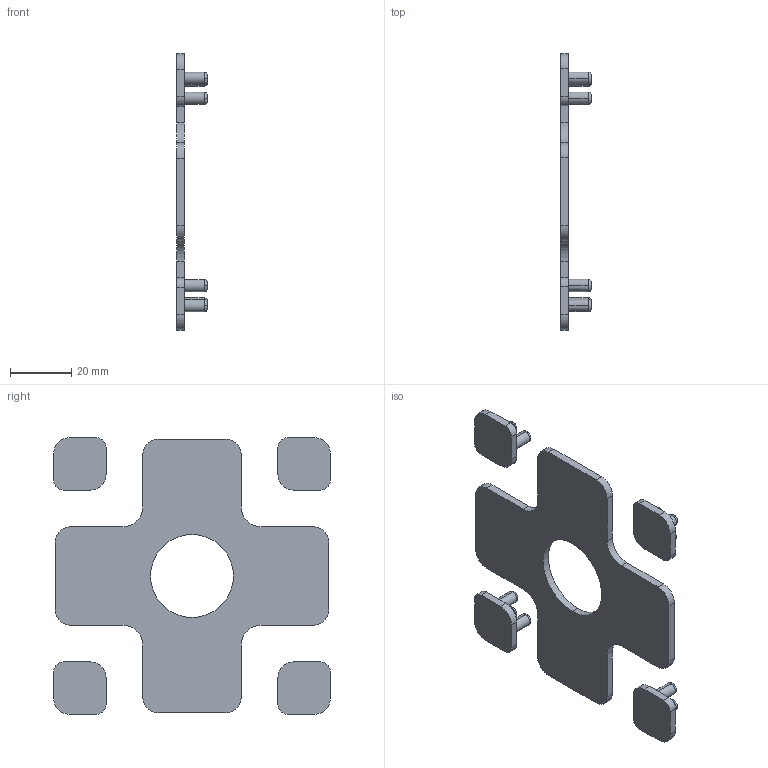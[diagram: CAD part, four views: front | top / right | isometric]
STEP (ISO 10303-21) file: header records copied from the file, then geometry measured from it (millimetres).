
FILE_DESCRIPTION (( 'STEP AP203' ), '1' );
FILE_NAME ('3_842_510_145_Bosch.step', '2024-06-10T07:50:40', ( '' ), ( '' ), 'SwSTEP 2.0', 'SolidWorks 2014', '' );
FILE_SCHEMA (( 'CONFIG_CONTROL_DESIGN' ));
Length unit declared in the file: millimetre
Products named in the file (1): 3_842_510_145_Bosch
Bounding box: 10 x 90 x 90 mm (x, y, z)
Volume: 13867.3 mm3; surface area: 13196.7 mm2
Topology: 5 solids, 5 shells, 160 faces, 426 edges, 284 vertices
Faces by surface type: plane 82, cylinder 54, torus 24
Entity records: 5139 total; most frequent: DIRECTION 944, CARTESIAN_POINT 871, ORIENTED_EDGE 852, EDGE_CURVE 426, AXIS2_PLACEMENT_3D 357, VERTEX_POINT 284, VECTOR 230, LINE 230
